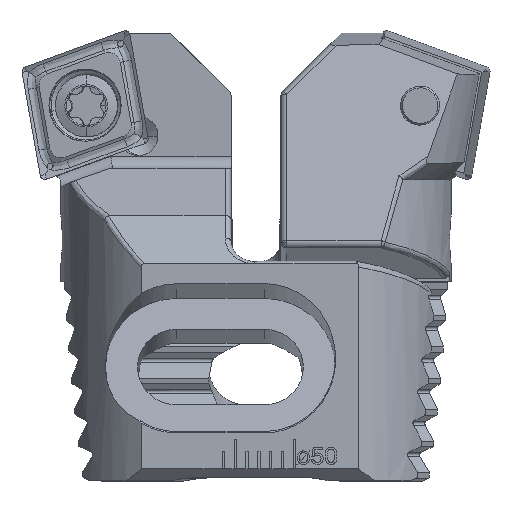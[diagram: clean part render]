
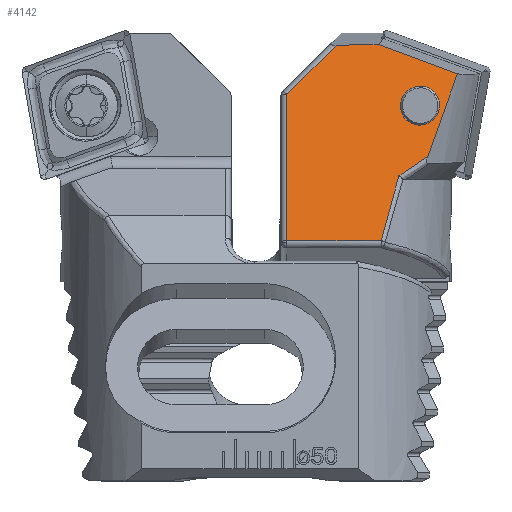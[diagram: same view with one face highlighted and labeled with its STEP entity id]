
A CAD part, top view. The second image highlights one B-rep face of the part: STEP entity #4142.
In plain terms, the highlighted face is planar.
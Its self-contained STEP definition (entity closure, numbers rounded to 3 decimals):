
#157 = VECTOR ( 'NONE', #12500, 1000. ) ;
#211 = VERTEX_POINT ( 'NONE', #828 ) ;
#220 = LINE ( 'NONE', #5596, #12353 ) ;
#653 = ORIENTED_EDGE ( 'NONE', *, *, #1231, .T. ) ;
#702 = DIRECTION ( 'NONE',  ( -1., 0.007, 0.002 ) ) ;
#823 = ORIENTED_EDGE ( 'NONE', *, *, #11753, .T. ) ;
#828 = CARTESIAN_POINT ( 'NONE',  ( 4.263, -6.331, -9.214 ) ) ;
#848 = CARTESIAN_POINT ( 'NONE',  ( 4.263, -6.331, -9.214 ) ) ;
#1231 = EDGE_CURVE ( 'NONE', #9530, #2048, #3630, .T. ) ;
#1764 = ORIENTED_EDGE ( 'NONE', *, *, #12121, .F. ) ;
#1878 = CARTESIAN_POINT ( 'NONE',  ( 2.75, -3.653, -8.497 ) ) ;
#1995 = DIRECTION ( 'NONE',  ( 0., -0.966, -0.259 ) ) ;
#2006 = DIRECTION ( 'NONE',  ( 0., -0.259, 0.966 ) ) ;
#2032 = CARTESIAN_POINT ( 'NONE',  ( 39.15, -0.381, -7.62 ) ) ;
#2048 = VERTEX_POINT ( 'NONE', #1878 ) ;
#2109 = LINE ( 'NONE', #10022, #4420 ) ;
#2115 = PLANE ( 'NONE',  #5416 ) ;
#2176 = VERTEX_POINT ( 'NONE', #4170 ) ;
#2195 = CARTESIAN_POINT ( 'NONE',  ( 6.857, -11.739, -10.663 ) ) ;
#2356 = LINE ( 'NONE', #7744, #2668 ) ;
#2458 = VERTEX_POINT ( 'NONE', #10328 ) ;
#2554 = ORIENTED_EDGE ( 'NONE', *, *, #6942, .T. ) ;
#2567 = ORIENTED_EDGE ( 'NONE', *, *, #2606, .T. ) ;
#2606 = EDGE_CURVE ( 'NONE', #211, #11334, #2851, .T. ) ;
#2668 = VECTOR ( 'NONE', #9644, 1000. ) ;
#2851 =( BOUNDED_CURVE ( )  B_SPLINE_CURVE ( 3, ( #3459, #3586, #3411, #3360 ),
 .UNSPECIFIED., .F., .F. ) 
 B_SPLINE_CURVE_WITH_KNOTS ( ( 4, 4 ),
 ( 1.378, 4.519 ),
 .UNSPECIFIED. ) 
 CURVE ( )  GEOMETRIC_REPRESENTATION_ITEM ( )  RATIONAL_B_SPLINE_CURVE ( ( 1., 0.333, 0.333, 1. ) ) 
 REPRESENTATION_ITEM ( '' )  );
#3003 = EDGE_CURVE ( 'NONE', #5147, #7626, #220, .T. ) ;
#3261 = CARTESIAN_POINT ( 'NONE',  ( 5.246, -10.624, -10.365 ) ) ;
#3360 = CARTESIAN_POINT ( 'NONE',  ( 7.567, -6.331, -9.214 ) ) ;
#3402 = CARTESIAN_POINT ( 'NONE',  ( 8.152, -14.213, -11.326 ) ) ;
#3411 = CARTESIAN_POINT ( 'NONE',  ( 7.614, -9.631, -10.098 ) ) ;
#3434 = CARTESIAN_POINT ( 'NONE',  ( 7.686, -12.263, -10.804 ) ) ;
#3459 = CARTESIAN_POINT ( 'NONE',  ( 4.263, -6.331, -9.214 ) ) ;
#3483 = ORIENTED_EDGE ( 'NONE', *, *, #3003, .T. ) ;
#3586 = CARTESIAN_POINT ( 'NONE',  ( 4.309, -9.631, -10.098 ) ) ;
#3630 =( BOUNDED_CURVE ( )  B_SPLINE_CURVE ( 3, ( #11033, #10411, #12110, #12360 ),
 .UNSPECIFIED., .F., .F. ) 
 B_SPLINE_CURVE_WITH_KNOTS ( ( 4, 4 ),
 ( 4.103, 4.235 ),
 .UNSPECIFIED. ) 
 CURVE ( )  GEOMETRIC_REPRESENTATION_ITEM ( )  RATIONAL_B_SPLINE_CURVE ( ( 1., 0.999, 0.999, 1. ) ) 
 REPRESENTATION_ITEM ( '' )  );
#3805 = CARTESIAN_POINT ( 'NONE',  ( 7.567, -6.331, -9.214 ) ) ;
#3813 = FACE_BOUND ( 'NONE', #12185, .T. ) ;
#4142 = ADVANCED_FACE ( 'NONE', ( #3813, #9618 ), #2115, .F. ) ;
#4170 = CARTESIAN_POINT ( 'NONE',  ( 9.357, -1.198, -7.839 ) ) ;
#4178 = DIRECTION ( 'NONE',  ( 0.933, 0.347, 0.093 ) ) ;
#4190 = CARTESIAN_POINT ( 'NONE',  ( 5.246, -10.624, -10.365 ) ) ;
#4198 = CARTESIAN_POINT ( 'NONE',  ( 12.985, -1.222, -7.845 ) ) ;
#4258 = ORIENTED_EDGE ( 'NONE', *, *, #7834, .T. ) ;
#4420 = VECTOR ( 'NONE', #4178, 1000. ) ;
#4485 =( BOUNDED_CURVE ( )  B_SPLINE_CURVE ( 3, ( #5777, #11627, #6721, #848 ),
 .UNSPECIFIED., .F., .T. ) 
 B_SPLINE_CURVE_WITH_KNOTS ( ( 4, 4 ),
 ( 4.519, 7.661 ),
 .UNSPECIFIED. ) 
 CURVE ( )  GEOMETRIC_REPRESENTATION_ITEM ( )  RATIONAL_B_SPLINE_CURVE ( ( 1., 0.333, 0.333, 1. ) ) 
 REPRESENTATION_ITEM ( '' )  );
#4933 = CARTESIAN_POINT ( 'NONE',  ( 17.15, -17.738, -12.271 ) ) ;
#5147 = VERTEX_POINT ( 'NONE', #4198 ) ;
#5416 = AXIS2_PLACEMENT_3D ( 'NONE', #2032, #2006, #1995 ) ;
#5520 = VERTEX_POINT ( 'NONE', #4933 ) ;
#5596 = CARTESIAN_POINT ( 'NONE',  ( 25.179, -13.416, -11.113 ) ) ;
#5777 = CARTESIAN_POINT ( 'NONE',  ( 7.567, -6.331, -9.214 ) ) ;
#6085 = CARTESIAN_POINT ( 'NONE',  ( 7.686, -12.263, -10.804 ) ) ;
#6090 = EDGE_CURVE ( 'NONE', #2048, #2176, #2109, .T. ) ;
#6115 = DIRECTION ( 'NONE',  ( 0.695, -0.695, -0.186 ) ) ;
#6269 = CARTESIAN_POINT ( 'NONE',  ( 8.653, -16.041, -11.816 ) ) ;
#6644 = VERTEX_POINT ( 'NONE', #3434 ) ;
#6657 = CARTESIAN_POINT ( 'NONE',  ( 39.15, -17.738, -12.271 ) ) ;
#6721 = CARTESIAN_POINT ( 'NONE',  ( 4.216, -3.031, -8.33 ) ) ;
#6942 = EDGE_CURVE ( 'NONE', #2458, #6644, #9509, .T. ) ;
#6974 = CARTESIAN_POINT ( 'NONE',  ( 9.185, -17.738, -12.271 ) ) ;
#7533 = CARTESIAN_POINT ( 'NONE',  ( 39.143, -1.396, -7.892 ) ) ;
#7582 = ORIENTED_EDGE ( 'NONE', *, *, #6090, .T. ) ;
#7626 = VERTEX_POINT ( 'NONE', #7627 ) ;
#7627 = CARTESIAN_POINT ( 'NONE',  ( 17.15, -5.387, -8.961 ) ) ;
#7744 = CARTESIAN_POINT ( 'NONE',  ( 17.15, -0.381, -7.62 ) ) ;
#7834 = EDGE_CURVE ( 'NONE', #6644, #9530, #10095, .T. ) ;
#8336 = EDGE_LOOP ( 'NONE', ( #4258, #653, #7582, #1764, #3483, #8365, #10353, #2554 ) ) ;
#8365 = ORIENTED_EDGE ( 'NONE', *, *, #9368, .T. ) ;
#8430 = VECTOR ( 'NONE', #702, 1000. ) ;
#8963 = EDGE_CURVE ( 'NONE', #5520, #2458, #10322, .T. ) ;
#9368 = EDGE_CURVE ( 'NONE', #7626, #5520, #2356, .T. ) ;
#9509 =( BOUNDED_CURVE ( )  B_SPLINE_CURVE ( 3, ( #6974, #6269, #3402, #10235 ),
 .UNSPECIFIED., .F., .F. ) 
 B_SPLINE_CURVE_WITH_KNOTS ( ( 4, 4 ),
 ( 3.848, 3.984 ),
 .UNSPECIFIED. ) 
 CURVE ( )  GEOMETRIC_REPRESENTATION_ITEM ( )  RATIONAL_B_SPLINE_CURVE ( ( 1., 0.998, 0.998, 1. ) ) 
 REPRESENTATION_ITEM ( '' )  );
#9530 = VERTEX_POINT ( 'NONE', #3261 ) ;
#9618 = FACE_OUTER_BOUND ( 'NONE', #8336, .T. ) ;
#9644 = DIRECTION ( 'NONE',  ( 0., -0.966, -0.259 ) ) ;
#10022 = CARTESIAN_POINT ( 'NONE',  ( 35.594, 8.549, -5.227 ) ) ;
#10034 = CARTESIAN_POINT ( 'NONE',  ( 6.045, -11.19, -10.516 ) ) ;
#10095 = B_SPLINE_CURVE_WITH_KNOTS ( 'NONE', 3,
 ( #6085, #2195, #10034, #4190 ),
 .UNSPECIFIED., .F., .F.,
 ( 4, 4 ),
 ( 0., 0.003 ),
 .UNSPECIFIED. ) ;
#10235 = CARTESIAN_POINT ( 'NONE',  ( 7.686, -12.263, -10.804 ) ) ;
#10322 = LINE ( 'NONE', #6657, #157 ) ;
#10328 = CARTESIAN_POINT ( 'NONE',  ( 9.185, -17.738, -12.271 ) ) ;
#10353 = ORIENTED_EDGE ( 'NONE', *, *, #8963, .T. ) ;
#10411 = CARTESIAN_POINT ( 'NONE',  ( 4.391, -8.405, -9.77 ) ) ;
#11033 = CARTESIAN_POINT ( 'NONE',  ( 5.246, -10.624, -10.365 ) ) ;
#11334 = VERTEX_POINT ( 'NONE', #3805 ) ;
#11627 = CARTESIAN_POINT ( 'NONE',  ( 7.521, -3.031, -8.33 ) ) ;
#11630 = LINE ( 'NONE', #7533, #8430 ) ;
#11753 = EDGE_CURVE ( 'NONE', #11334, #211, #4485, .T. ) ;
#12110 = CARTESIAN_POINT ( 'NONE',  ( 3.558, -6.078, -9.146 ) ) ;
#12121 = EDGE_CURVE ( 'NONE', #5147, #2176, #11630, .T. ) ;
#12185 = EDGE_LOOP ( 'NONE', ( #823, #2567 ) ) ;
#12353 = VECTOR ( 'NONE', #6115, 1000. ) ;
#12360 = CARTESIAN_POINT ( 'NONE',  ( 2.75, -3.653, -8.497 ) ) ;
#12500 = DIRECTION ( 'NONE',  ( -1., 0., 0. ) ) ;
